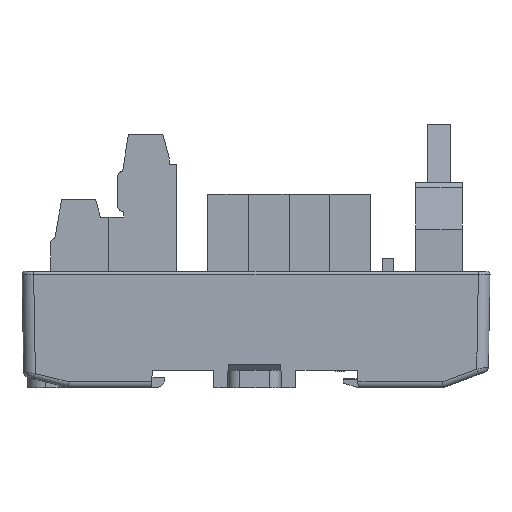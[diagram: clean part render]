
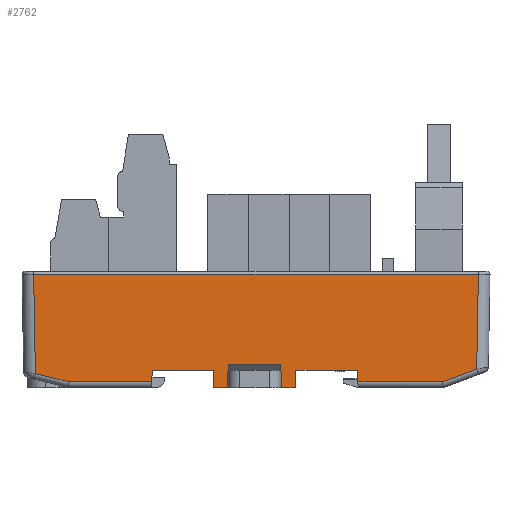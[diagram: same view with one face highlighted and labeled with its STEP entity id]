
A CAD part, left-side view. The second image highlights one B-rep face of the part: STEP entity #2762.
In plain terms, the highlighted planar face has unit normal (-1, 0, -0.018).
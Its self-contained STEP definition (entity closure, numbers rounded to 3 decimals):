
#1614=FACE_OUTER_BOUND('',#5522,.T.);
#2762=ADVANCED_FACE('',(#1614),#3990,.T.);
#3990=PLANE('',#24156);
#5522=EDGE_LOOP('',(#12594,#12595,#12596,#12597,#12598,#12599,#12600,#12601,
#12602,#12603,#12604,#12605,#12606,#12607,#12608,#12609,#12610,#12611));
#7174=LINE('',#32094,#9806);
#7185=LINE('',#32119,#9817);
#7247=LINE('',#32260,#9879);
#7248=LINE('',#32263,#9880);
#7249=LINE('',#32265,#9881);
#7250=LINE('',#32267,#9882);
#7251=LINE('',#32269,#9883);
#7252=LINE('',#32271,#9884);
#7253=LINE('',#32272,#9885);
#7254=LINE('',#32274,#9886);
#7255=LINE('',#32276,#9887);
#7256=LINE('',#32278,#9888);
#7257=LINE('',#32280,#9889);
#7258=LINE('',#32282,#9890);
#7259=LINE('',#32284,#9891);
#7260=LINE('',#32285,#9892);
#7261=LINE('',#32287,#9893);
#7262=LINE('',#32289,#9894);
#9806=VECTOR('',#26013,1.);
#9817=VECTOR('',#26028,1.);
#9879=VECTOR('',#26096,1.);
#9880=VECTOR('',#26097,1.);
#9881=VECTOR('',#26098,1.);
#9882=VECTOR('',#26099,1.);
#9883=VECTOR('',#26100,1.);
#9884=VECTOR('',#26101,1.);
#9885=VECTOR('',#26102,1.);
#9886=VECTOR('',#26103,1.);
#9887=VECTOR('',#26104,1.);
#9888=VECTOR('',#26105,1.);
#9889=VECTOR('',#26106,1.);
#9890=VECTOR('',#26107,1.);
#9891=VECTOR('',#26108,1.);
#9892=VECTOR('',#26109,1.);
#9893=VECTOR('',#26110,1.);
#9894=VECTOR('',#26111,1.);
#12594=ORIENTED_EDGE('',*,*,#21103,.T.);
#12595=ORIENTED_EDGE('',*,*,#21104,.T.);
#12596=ORIENTED_EDGE('',*,*,#21105,.T.);
#12597=ORIENTED_EDGE('',*,*,#21106,.T.);
#12598=ORIENTED_EDGE('',*,*,#21107,.T.);
#12599=ORIENTED_EDGE('',*,*,#21108,.T.);
#12600=ORIENTED_EDGE('',*,*,#21037,.F.);
#12601=ORIENTED_EDGE('',*,*,#21109,.F.);
#12602=ORIENTED_EDGE('',*,*,#21110,.T.);
#12603=ORIENTED_EDGE('',*,*,#21111,.F.);
#12604=ORIENTED_EDGE('',*,*,#21112,.T.);
#12605=ORIENTED_EDGE('',*,*,#21113,.F.);
#12606=ORIENTED_EDGE('',*,*,#21114,.T.);
#12607=ORIENTED_EDGE('',*,*,#21115,.T.);
#12608=ORIENTED_EDGE('',*,*,#21024,.F.);
#12609=ORIENTED_EDGE('',*,*,#21116,.T.);
#12610=ORIENTED_EDGE('',*,*,#21117,.T.);
#12611=ORIENTED_EDGE('',*,*,#21118,.T.);
#18873=VERTEX_POINT('',#32093);
#18874=VERTEX_POINT('',#32095);
#18885=VERTEX_POINT('',#32118);
#18886=VERTEX_POINT('',#32120);
#18946=VERTEX_POINT('',#32261);
#18947=VERTEX_POINT('',#32262);
#18948=VERTEX_POINT('',#32264);
#18949=VERTEX_POINT('',#32266);
#18950=VERTEX_POINT('',#32268);
#18951=VERTEX_POINT('',#32270);
#18952=VERTEX_POINT('',#32273);
#18953=VERTEX_POINT('',#32275);
#18954=VERTEX_POINT('',#32277);
#18955=VERTEX_POINT('',#32279);
#18956=VERTEX_POINT('',#32281);
#18957=VERTEX_POINT('',#32283);
#18958=VERTEX_POINT('',#32286);
#18959=VERTEX_POINT('',#32288);
#21024=EDGE_CURVE('',#18873,#18874,#7174,.T.);
#21037=EDGE_CURVE('',#18885,#18886,#7185,.T.);
#21103=EDGE_CURVE('',#18946,#18947,#7247,.T.);
#21104=EDGE_CURVE('',#18947,#18948,#7248,.T.);
#21105=EDGE_CURVE('',#18948,#18949,#7249,.T.);
#21106=EDGE_CURVE('',#18949,#18950,#7250,.T.);
#21107=EDGE_CURVE('',#18950,#18951,#7251,.T.);
#21108=EDGE_CURVE('',#18951,#18886,#7252,.T.);
#21109=EDGE_CURVE('',#18952,#18885,#7253,.T.);
#21110=EDGE_CURVE('',#18952,#18953,#7254,.T.);
#21111=EDGE_CURVE('',#18954,#18953,#7255,.T.);
#21112=EDGE_CURVE('',#18954,#18955,#7256,.T.);
#21113=EDGE_CURVE('',#18956,#18955,#7257,.T.);
#21114=EDGE_CURVE('',#18956,#18957,#7258,.T.);
#21115=EDGE_CURVE('',#18957,#18874,#7259,.T.);
#21116=EDGE_CURVE('',#18873,#18958,#7260,.T.);
#21117=EDGE_CURVE('',#18958,#18959,#7261,.T.);
#21118=EDGE_CURVE('',#18959,#18946,#7262,.T.);
#24156=AXIS2_PLACEMENT_3D('',#32290,#26112,#26113);
#26013=DIRECTION('',(0.,1.,0.));
#26028=DIRECTION('',(0.,1.,0.));
#26096=DIRECTION('',(-0.017,-0.017,1.));
#26097=DIRECTION('',(0.,1.,0.));
#26098=DIRECTION('',(0.017,-0.017,-1.));
#26099=DIRECTION('',(0.004,-0.97,-0.243));
#26100=DIRECTION('',(0.,-1.,0.));
#26101=DIRECTION('',(-0.017,-0.017,1.));
#26102=DIRECTION('',(-0.017,0.035,0.999));
#26103=DIRECTION('',(0.,-1.,0.));
#26104=DIRECTION('',(0.017,0.035,-0.999));
#26105=DIRECTION('',(0.,-1.,0.));
#26106=DIRECTION('',(-0.017,0.035,0.999));
#26107=DIRECTION('',(0.,-1.,0.));
#26108=DIRECTION('',(-0.017,-0.035,0.999));
#26109=DIRECTION('',(0.017,-0.017,-1.));
#26110=DIRECTION('',(0.,-1.,0.));
#26111=DIRECTION('',(-0.006,-0.936,0.351));
#26112=DIRECTION('',(-1.,0.,-0.017));
#26113=DIRECTION('',(-0.017,0.,1.));
#32093=CARTESIAN_POINT('',(24.06,155.928,191.8));
#32094=CARTESIAN_POINT('',(24.06,173.41,191.8));
#32095=CARTESIAN_POINT('',(24.06,166.564,191.8));
#32118=CARTESIAN_POINT('',(24.06,180.773,191.8));
#32119=CARTESIAN_POINT('',(24.06,173.41,191.8));
#32120=CARTESIAN_POINT('',(24.06,191.259,191.8));
#32260=CARTESIAN_POINT('',(23.775,135.212,208.136));
#32261=CARTESIAN_POINT('',(24.056,135.494,191.991));
#32262=CARTESIAN_POINT('',(23.772,135.21,208.291));
#32263=CARTESIAN_POINT('',(23.772,173.41,208.291));
#32264=CARTESIAN_POINT('',(23.772,211.611,208.291));
#32265=CARTESIAN_POINT('',(24.078,211.305,190.756));
#32266=CARTESIAN_POINT('',(24.07,211.313,191.237));
#32267=CARTESIAN_POINT('',(24.207,179.775,183.352));
#32268=CARTESIAN_POINT('',(24.095,205.496,189.783));
#32269=CARTESIAN_POINT('',(24.095,173.41,189.783));
#32270=CARTESIAN_POINT('',(24.095,191.294,189.783));
#32271=CARTESIAN_POINT('',(23.758,190.957,209.109));
#32272=CARTESIAN_POINT('',(23.768,181.357,208.525));
#32273=CARTESIAN_POINT('',(24.112,180.668,188.8));
#32274=CARTESIAN_POINT('',(24.112,173.41,188.8));
#32275=CARTESIAN_POINT('',(24.112,178.323,188.8));
#32276=CARTESIAN_POINT('',(24.071,178.24,191.172));
#32277=CARTESIAN_POINT('',(24.042,178.183,192.8));
#32278=CARTESIAN_POINT('',(24.042,169.118,192.8));
#32279=CARTESIAN_POINT('',(24.042,169.153,192.8));
#32280=CARTESIAN_POINT('',(24.071,169.096,191.172));
#32281=CARTESIAN_POINT('',(24.112,169.014,188.8));
#32282=CARTESIAN_POINT('',(24.112,173.41,188.8));
#32283=CARTESIAN_POINT('',(24.112,166.668,188.8));
#32284=CARTESIAN_POINT('',(24.115,166.675,188.625));
#32285=CARTESIAN_POINT('',(24.071,155.917,191.172));
#32286=CARTESIAN_POINT('',(24.095,155.892,189.783));
#32287=CARTESIAN_POINT('',(24.095,173.41,189.783));
#32288=CARTESIAN_POINT('',(24.095,141.382,189.783));
#32289=CARTESIAN_POINT('',(24.238,163.206,181.599));
#32290=CARTESIAN_POINT('',(23.763,173.41,208.803));
